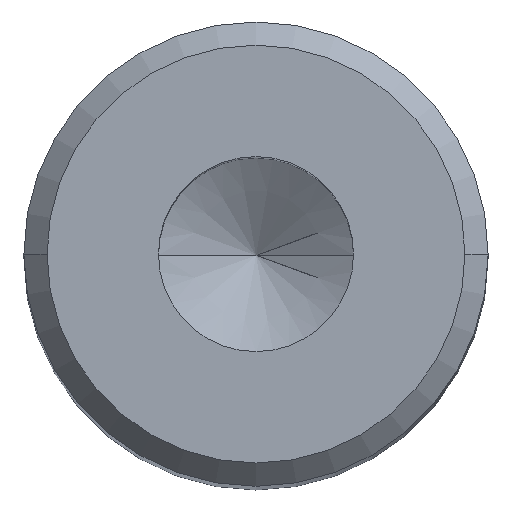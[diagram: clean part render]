
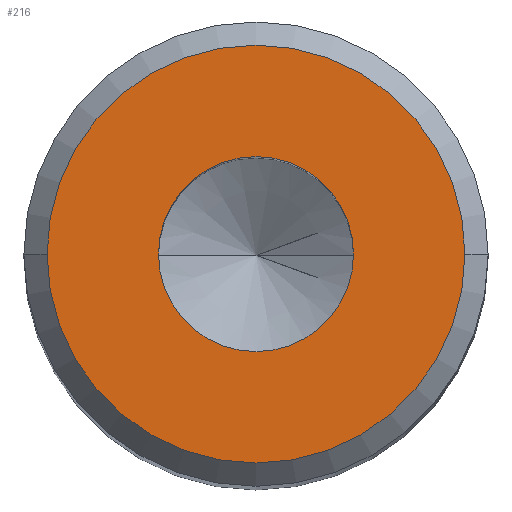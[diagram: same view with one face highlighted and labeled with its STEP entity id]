
A CAD part, top view. The second image highlights one B-rep face of the part: STEP entity #216.
In plain terms, the highlighted planar face has unit normal (0, 0, 1).
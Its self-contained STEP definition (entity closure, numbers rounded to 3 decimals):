
#3 = EDGE_CURVE ( 'NONE', #243, #295, #67, .T. ) ;
#34 = CARTESIAN_POINT ( 'NONE',  ( -2.1, 0., 0. ) ) ;
#41 = CARTESIAN_POINT ( 'NONE',  ( 0., 0., 0. ) ) ;
#46 = ORIENTED_EDGE ( 'NONE', *, *, #343, .F. ) ;
#67 = CIRCLE ( 'NONE', #359, 4.5 ) ;
#85 = DIRECTION ( 'NONE',  ( 0., 0., 1. ) ) ;
#95 = AXIS2_PLACEMENT_3D ( 'NONE', #536, #405, #399 ) ;
#113 = VERTEX_POINT ( 'NONE', #585 ) ;
#114 = AXIS2_PLACEMENT_3D ( 'NONE', #41, #134, #454 ) ;
#134 = DIRECTION ( 'NONE',  ( 0., 0., 1. ) ) ;
#140 = FACE_OUTER_BOUND ( 'NONE', #340, .T. ) ;
#153 = ORIENTED_EDGE ( 'NONE', *, *, #3, .T. ) ;
#158 = CARTESIAN_POINT ( 'NONE',  ( 0., 0., 0. ) ) ;
#162 = AXIS2_PLACEMENT_3D ( 'NONE', #349, #85, #360 ) ;
#188 = DIRECTION ( 'NONE',  ( 1., 0., 0. ) ) ;
#216 = ADVANCED_FACE ( 'NONE', ( #358, #140 ), #414, .T. ) ;
#243 = VERTEX_POINT ( 'NONE', #489 ) ;
#259 = EDGE_CURVE ( 'NONE', #295, #243, #341, .T. ) ;
#284 = EDGE_CURVE ( 'NONE', #113, #299, #565, .T. ) ;
#285 = CIRCLE ( 'NONE', #162, 2.1 ) ;
#290 = DIRECTION ( 'NONE',  ( 0., 0., 1. ) ) ;
#295 = VERTEX_POINT ( 'NONE', #313 ) ;
#299 = VERTEX_POINT ( 'NONE', #34 ) ;
#313 = CARTESIAN_POINT ( 'NONE',  ( 4.5, 0., 0. ) ) ;
#323 = AXIS2_PLACEMENT_3D ( 'NONE', #501, #550, #188 ) ;
#340 = EDGE_LOOP ( 'NONE', ( #153, #464 ) ) ;
#341 = CIRCLE ( 'NONE', #95, 4.5 ) ;
#343 = EDGE_CURVE ( 'NONE', #299, #113, #285, .T. ) ;
#349 = CARTESIAN_POINT ( 'NONE',  ( 0., 0., 0. ) ) ;
#358 = FACE_BOUND ( 'NONE', #436, .T. ) ;
#359 = AXIS2_PLACEMENT_3D ( 'NONE', #158, #290, #472 ) ;
#360 = DIRECTION ( 'NONE',  ( 1., 0., 0. ) ) ;
#399 = DIRECTION ( 'NONE',  ( 1., 0., 0. ) ) ;
#405 = DIRECTION ( 'NONE',  ( 0., 0., 1. ) ) ;
#414 = PLANE ( 'NONE',  #323 ) ;
#423 = ORIENTED_EDGE ( 'NONE', *, *, #284, .F. ) ;
#436 = EDGE_LOOP ( 'NONE', ( #423, #46 ) ) ;
#454 = DIRECTION ( 'NONE',  ( 1., 0., 0. ) ) ;
#464 = ORIENTED_EDGE ( 'NONE', *, *, #259, .T. ) ;
#472 = DIRECTION ( 'NONE',  ( 1., 0., 0. ) ) ;
#489 = CARTESIAN_POINT ( 'NONE',  ( -4.5, 0., 0. ) ) ;
#501 = CARTESIAN_POINT ( 'NONE',  ( 0., 0., 0. ) ) ;
#536 = CARTESIAN_POINT ( 'NONE',  ( 0., 0., 0. ) ) ;
#550 = DIRECTION ( 'NONE',  ( 0., 0., 1. ) ) ;
#565 = CIRCLE ( 'NONE', #114, 2.1 ) ;
#585 = CARTESIAN_POINT ( 'NONE',  ( 2.1, 0., 0. ) ) ;
